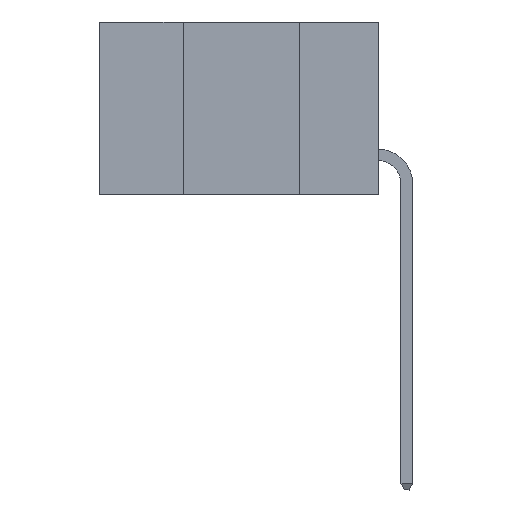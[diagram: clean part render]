
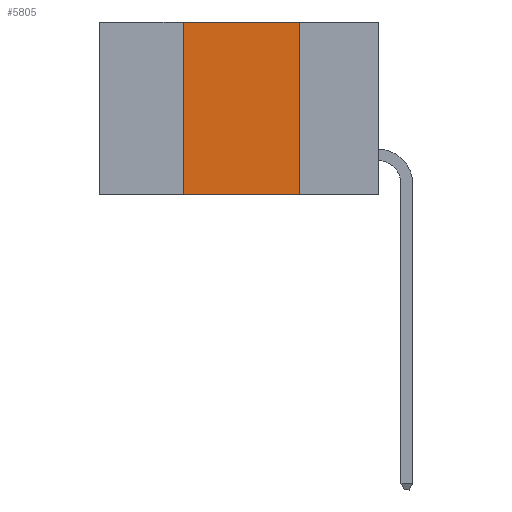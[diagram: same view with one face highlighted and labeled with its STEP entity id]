
A CAD part, left-side view. The second image highlights one B-rep face of the part: STEP entity #5805.
In plain terms, the highlighted planar face has unit normal (-1, 0, 0).
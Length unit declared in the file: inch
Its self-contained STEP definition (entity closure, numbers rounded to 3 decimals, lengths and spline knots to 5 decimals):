
#1815 = LINE ( 'NONE', #9463, #20669 ) ;
#2666 = LINE ( 'NONE', #25711, #15831 ) ;
#5037 = CARTESIAN_POINT ( 'NONE',  ( 0., 0.17, 0. ) ) ;
#5805 = ADVANCED_FACE ( 'NONE', ( #6650 ), #25082, .F. ) ;
#6062 = EDGE_CURVE ( 'NONE', #19375, #6938, #15187, .T. ) ;
#6458 = VECTOR ( 'NONE', #8482, 39.37008 ) ;
#6650 = FACE_OUTER_BOUND ( 'NONE', #27233, .T. ) ;
#6675 = ORIENTED_EDGE ( 'NONE', *, *, #15603, .F. ) ;
#6938 = VERTEX_POINT ( 'NONE', #15523 ) ;
#7166 = EDGE_CURVE ( 'NONE', #18834, #19375, #2666, .T. ) ;
#8482 = DIRECTION ( 'NONE',  ( 0., 0., 1. ) ) ;
#9158 = ORIENTED_EDGE ( 'NONE', *, *, #7166, .F. ) ;
#9463 = CARTESIAN_POINT ( 'NONE',  ( 0., 0.6, -0.37 ) ) ;
#9566 = DIRECTION ( 'NONE',  ( 0., -1., 0. ) ) ;
#11189 = VERTEX_POINT ( 'NONE', #20588 ) ;
#11381 = CARTESIAN_POINT ( 'NONE',  ( 0., 0.6, 0. ) ) ;
#11470 = DIRECTION ( 'NONE',  ( 0., 0., -1. ) ) ;
#12562 = ORIENTED_EDGE ( 'NONE', *, *, #24312, .T. ) ;
#12865 = DIRECTION ( 'NONE',  ( 0., 0., -1. ) ) ;
#15187 = LINE ( 'NONE', #24155, #29155 ) ;
#15523 = CARTESIAN_POINT ( 'NONE',  ( 0., 0.17, -0.37 ) ) ;
#15603 = EDGE_CURVE ( 'NONE', #11189, #18834, #28984, .T. ) ;
#15831 = VECTOR ( 'NONE', #28000, 39.37008 ) ;
#16614 = ORIENTED_EDGE ( 'NONE', *, *, #6062, .F. ) ;
#17405 = CARTESIAN_POINT ( 'NONE',  ( 0., 0.42, 0. ) ) ;
#18834 = VERTEX_POINT ( 'NONE', #20620 ) ;
#19375 = VERTEX_POINT ( 'NONE', #5037 ) ;
#20588 = CARTESIAN_POINT ( 'NONE',  ( 0., 0.42, -0.37 ) ) ;
#20620 = CARTESIAN_POINT ( 'NONE',  ( 0., 0.42, 0. ) ) ;
#20669 = VECTOR ( 'NONE', #9566, 39.37008 ) ;
#24155 = CARTESIAN_POINT ( 'NONE',  ( 0., 0.17, 0. ) ) ;
#24312 = EDGE_CURVE ( 'NONE', #11189, #6938, #1815, .T. ) ;
#25082 = PLANE ( 'NONE',  #27335 ) ;
#25711 = CARTESIAN_POINT ( 'NONE',  ( 0., 0.6, 0. ) ) ;
#27233 = EDGE_LOOP ( 'NONE', ( #16614, #9158, #6675, #12562 ) ) ;
#27335 = AXIS2_PLACEMENT_3D ( 'NONE', #11381, #27553, #11470 ) ;
#27553 = DIRECTION ( 'NONE',  ( 1., 0., 0. ) ) ;
#28000 = DIRECTION ( 'NONE',  ( 0., -1., 0. ) ) ;
#28984 = LINE ( 'NONE', #17405, #6458 ) ;
#29155 = VECTOR ( 'NONE', #12865, 39.37008 ) ;
